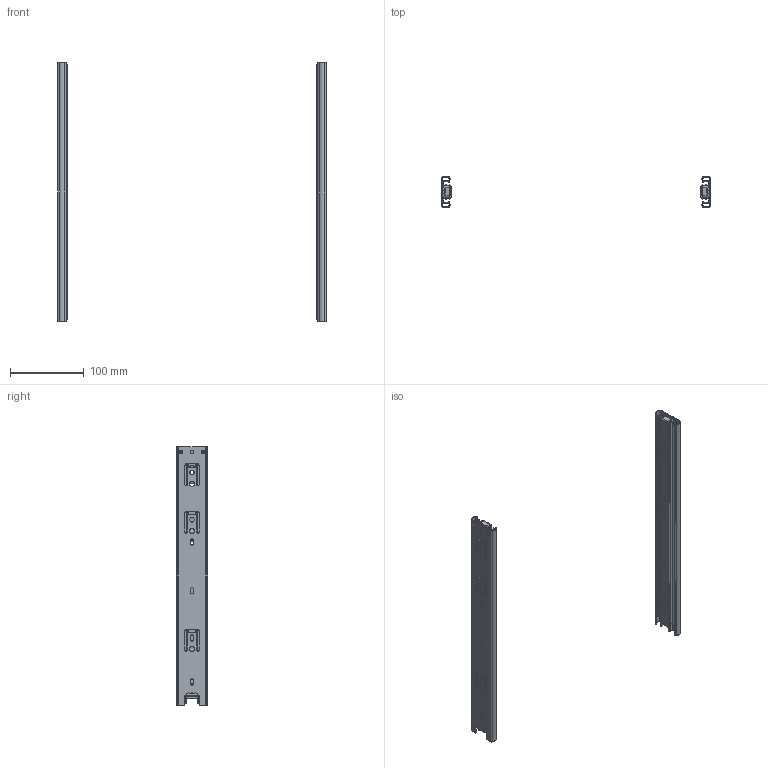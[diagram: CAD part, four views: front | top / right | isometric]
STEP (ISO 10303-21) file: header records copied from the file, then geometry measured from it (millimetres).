
FILE_DESCRIPTION(/* description */ (''),/* implementation_level */ '2;1');
FILE_NAME(/* name */ 'PK-0H45350GX2-A.stp',/* time_stamp */ '2023-11-10T08:37:23+01:00',/* author */ ('tomaszw'),/* organization */ (''),/* preprocessor_version */ 'ST-DEVELOPER v19.2',/* originating_system */ 'Autodesk Inventor 2023',/* authorisation */ '');
FILE_SCHEMA (('AUTOMOTIVE_DESIGN { 1 0 10303 214 3 1 1 }'));
Length unit declared in the file: millimetre
Products named in the file (5): PK-H42-350_GX2-A; PK-H42_1-350_GX2-A; PK-H42_2-350_GX2-A; PK-H42_3-350_GX2-A; PK-L-H42_6
Assembly tree (8 placements, depth 2):
  PK-H42-350_GX2-A
    PK-H42_1-350_GX2-A  x2
    PK-H42_2-350_GX2-A  x2
    PK-H42_3-350_GX2-A  x2
    PK-L-H42_6  x2
Bounding box: 364 x 42.4 x 350 mm (x, y, z)
Volume: 85871.7 mm3; surface area: 194510.1 mm2
Topology: 8 solids, 8 shells, 522 faces, 1526 edges, 1016 vertices
Faces by surface type: plane 270, cylinder 252
Full cylindrical faces by diameter (mm): 4.5 x6, 5 x4, 6 x4, 7 x6
Entity records: 9433 total; most frequent: CARTESIAN_POINT 1675, DIRECTION 1541, ORIENTED_EDGE 1526, EDGE_CURVE 763, AXIS2_PLACEMENT_3D 518, VERTEX_POINT 508, LINE 505, VECTOR 505
